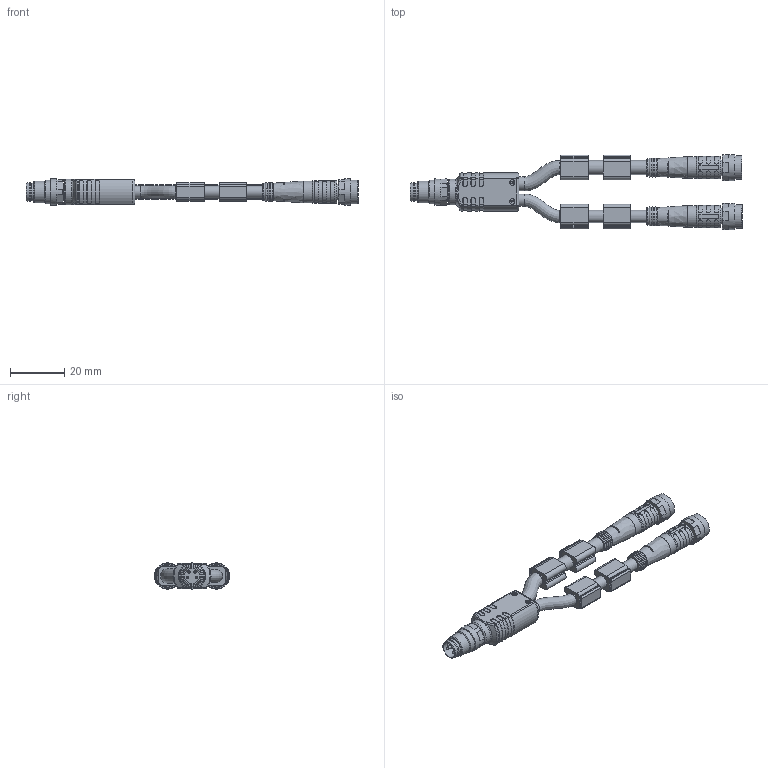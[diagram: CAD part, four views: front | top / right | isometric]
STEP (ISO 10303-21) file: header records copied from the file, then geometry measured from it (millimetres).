
FILE_DESCRIPTION(/* description */ (''),/* implementation_level */ '2;1');
FILE_NAME(/* name */ 'YK-FS4M8_2AL-SKP4.stp',/* time_stamp */ '2016-11-11T13:58:53+01:00',/* author */ (''),/* organization */ (''),/* preprocessor_version */ 'ST-DEVELOPER v16',/* originating_system */ 'SIEMENS PLM Software NX 10.0',/* authorisation */ '');
FILE_SCHEMA (('AUTOMOTIVE_DESIGN { 1 0 10303 214 3 1 1 1 }'));
Length unit declared in the file: millimetre
Products named in the file (1): 5027227__Umspritzung_part_291443
Bounding box: 122.1 x 27.6 x 9.6 mm (x, y, z)
Volume: 9916.7 mm3; surface area: 7136 mm2
Topology: 1 solids, 1 shells, 657 faces, 1691 edges, 1081 vertices
Faces by surface type: cylinder 270, plane 227, torus 65, cone 35, extrusion 28, bspline 20, sphere 12
Full cylindrical faces by diameter (mm): 1 x4, 1.1 x8, 2 x4, 4.5 x4, 5.2 x4, 5.7 x2, 5.8 x1, 5.9 x3, 6.5 x1, 6.501 x8, 6.9 x1, 7.2 x2, 8 x3, 8.4 x2, 8.8 x3, 9.4 x1, 9.6 x3
Entity records: 23772 total; most frequent: CARTESIAN_POINT 8470, DIRECTION 3218, ORIENTED_EDGE 3060, EDGE_CURVE 1530, AXIS2_PLACEMENT_3D 1270, VERTEX_POINT 1024, EDGE_LOOP 814, VECTOR 678
